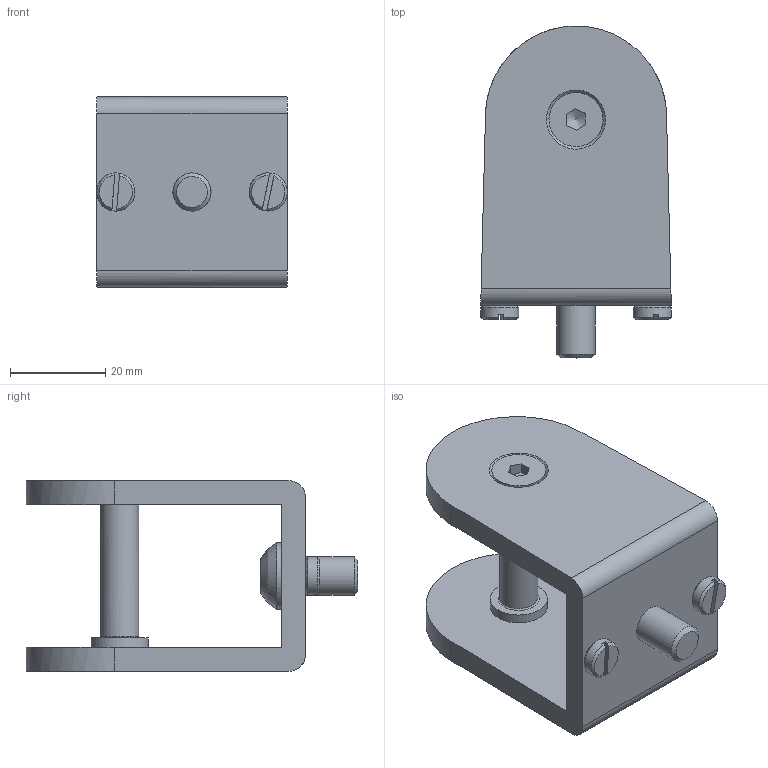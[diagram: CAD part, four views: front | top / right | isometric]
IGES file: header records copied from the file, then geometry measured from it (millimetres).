
Global section: file name: SZ2620N_A; native system: Autodesk Inventor 2015; preprocessor: unknown; author: Behrens; date: 20151118.144045; units: millimetre
Bounding box: 40 x 69.63 x 40 mm (x, y, z)
Volume: 29692.8 mm3; surface area: 16176.3 mm2
Topology: 7 solids, 7 shells, 106 faces, 279 edges, 193 vertices
Faces by surface type: bspline 106
